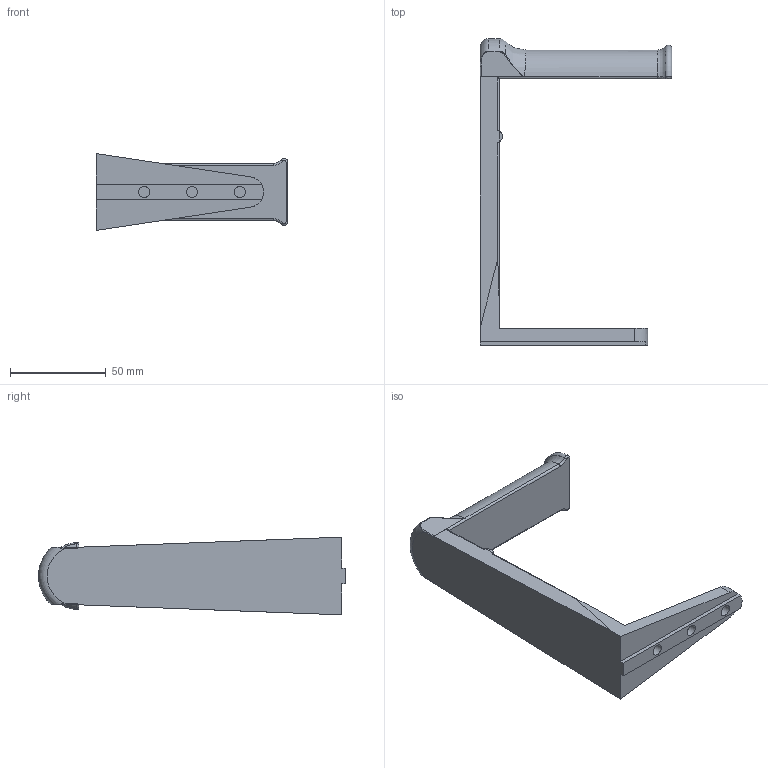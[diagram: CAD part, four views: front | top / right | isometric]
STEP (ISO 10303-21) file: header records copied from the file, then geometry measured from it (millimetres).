
FILE_DESCRIPTION(/* description */ (''),/* implementation_level */ '2;1');
FILE_NAME(/* name */ 'Spool Holder 20x20.step',/* time_stamp */ '2019-10-15T23:04:30-06:00',/* author */ (''),/* organization */ (''),/* preprocessor_version */ 'ST-DEVELOPER v18',/* originating_system */ 'Autodesk Translation Framework v8.6.0.1094',/* authorisation */ '');
FILE_SCHEMA (('AUTOMOTIVE_DESIGN { 1 0 10303 214 3 1 1 }'));
Length unit declared in the file: millimetre
Products named in the file (1): Spool holder
Bounding box: 100 x 160 x 40 mm (x, y, z)
Volume: 101452.2 mm3; surface area: 26813.3 mm2
Topology: 1 solids, 1 shells, 62 faces, 156 edges, 94 vertices
Faces by surface type: bspline 23, cylinder 18, plane 18, torus 3
Full cylindrical faces by diameter (mm): 6 x3
Entity records: 2460 total; most frequent: CARTESIAN_POINT 1052, ORIENTED_EDGE 308, DIRECTION 251, EDGE_CURVE 154, AXIS2_PLACEMENT_3D 96, VERTEX_POINT 94, EDGE_LOOP 68, FACE_OUTER_BOUND 62
